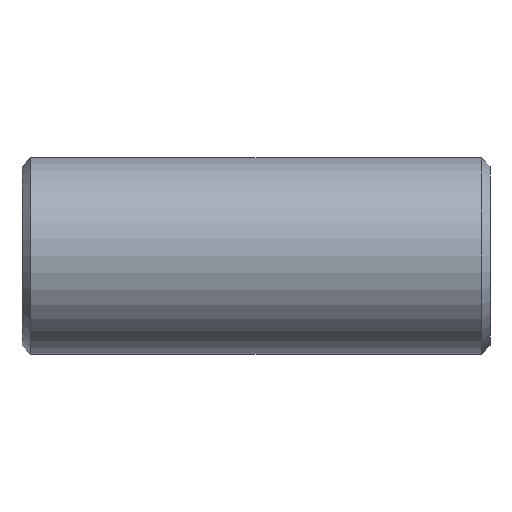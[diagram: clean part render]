
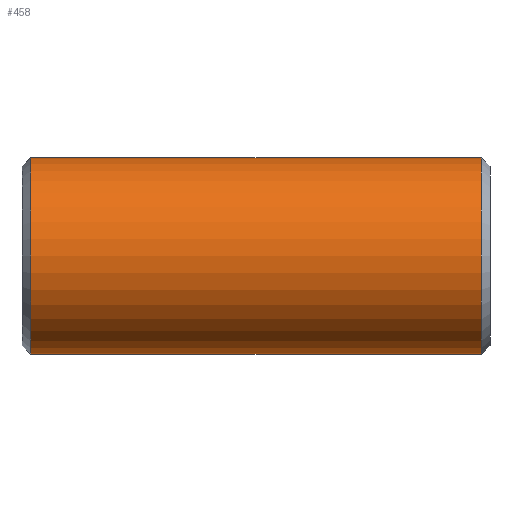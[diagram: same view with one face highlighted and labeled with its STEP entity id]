
A CAD part, front view. The second image highlights one B-rep face of the part: STEP entity #458.
In plain terms, the highlighted cylindrical face has radius 10.668 mm (diameter 21.336 mm), a partial arc.
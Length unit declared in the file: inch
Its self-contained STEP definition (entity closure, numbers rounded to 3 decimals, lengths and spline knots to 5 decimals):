
#33 = ORIENTED_EDGE ( 'NONE', *, *, #164, .F. ) ;
#35 = CARTESIAN_POINT ( 'NONE',  ( 1., 0., 0. ) ) ;
#40 = DIRECTION ( 'NONE',  ( -1., 0., 0. ) ) ;
#42 = FACE_OUTER_BOUND ( 'NONE', #101, .T. ) ;
#50 = LINE ( 'NONE', #236, #138 ) ;
#70 = EDGE_CURVE ( 'NONE', #228, #235, #156, .T. ) ;
#72 = DIRECTION ( 'NONE',  ( 0., 0., -1. ) ) ;
#74 = VERTEX_POINT ( 'NONE', #375 ) ;
#86 = CARTESIAN_POINT ( 'NONE',  ( 1., 0., 0.42 ) ) ;
#101 = EDGE_LOOP ( 'NONE', ( #33, #263, #542, #440, #495, #361 ) ) ;
#103 = CARTESIAN_POINT ( 'NONE',  ( -0.96367, 0., 0.42 ) ) ;
#106 = VECTOR ( 'NONE', #327, 39.37008 ) ;
#107 = EDGE_CURVE ( 'NONE', #235, #74, #439, .T. ) ;
#132 = VERTEX_POINT ( 'NONE', #389 ) ;
#135 = EDGE_CURVE ( 'NONE', #136, #132, #592, .T. ) ;
#136 = VERTEX_POINT ( 'NONE', #278 ) ;
#138 = VECTOR ( 'NONE', #386, 39.37008 ) ;
#156 = LINE ( 'NONE', #463, #106 ) ;
#163 = DIRECTION ( 'NONE',  ( 0., 0., 1. ) ) ;
#164 = EDGE_CURVE ( 'NONE', #136, #384, #50, .T. ) ;
#228 = VERTEX_POINT ( 'NONE', #293 ) ;
#235 = VERTEX_POINT ( 'NONE', #103 ) ;
#236 = CARTESIAN_POINT ( 'NONE',  ( 1., 0., -0.42 ) ) ;
#259 = AXIS2_PLACEMENT_3D ( 'NONE', #294, #387, #163 ) ;
#263 = ORIENTED_EDGE ( 'NONE', *, *, #135, .T. ) ;
#268 = LINE ( 'NONE', #356, #285 ) ;
#275 = DIRECTION ( 'NONE',  ( -1., 0., 0. ) ) ;
#278 = CARTESIAN_POINT ( 'NONE',  ( 0.96367, 0., -0.42 ) ) ;
#285 = VECTOR ( 'NONE', #275, 39.37008 ) ;
#293 = CARTESIAN_POINT ( 'NONE',  ( 0., 0., 0.42 ) ) ;
#294 = CARTESIAN_POINT ( 'NONE',  ( -0.96367, 0., 0. ) ) ;
#327 = DIRECTION ( 'NONE',  ( -1., 0., 0. ) ) ;
#331 = AXIS2_PLACEMENT_3D ( 'NONE', #433, #528, #72 ) ;
#356 = CARTESIAN_POINT ( 'NONE',  ( 1., 0., -0.42 ) ) ;
#360 = DIRECTION ( 'NONE',  ( 0., 0., 1. ) ) ;
#361 = ORIENTED_EDGE ( 'NONE', *, *, #549, .F. ) ;
#375 = CARTESIAN_POINT ( 'NONE',  ( -0.96367, 0., -0.42 ) ) ;
#384 = VERTEX_POINT ( 'NONE', #482 ) ;
#386 = DIRECTION ( 'NONE',  ( -1., 0., 0. ) ) ;
#387 = DIRECTION ( 'NONE',  ( 1., 0., 0. ) ) ;
#389 = CARTESIAN_POINT ( 'NONE',  ( 0.96367, 0., 0.42 ) ) ;
#433 = CARTESIAN_POINT ( 'NONE',  ( 0.96367, 0., 0. ) ) ;
#439 = CIRCLE ( 'NONE', #259, 0.42 ) ;
#440 = ORIENTED_EDGE ( 'NONE', *, *, #70, .T. ) ;
#450 = DIRECTION ( 'NONE',  ( -1., 0., 0. ) ) ;
#458 = ADVANCED_FACE ( 'NONE', ( #42 ), #584, .T. ) ;
#463 = CARTESIAN_POINT ( 'NONE',  ( 1., 0., 0.42 ) ) ;
#482 = CARTESIAN_POINT ( 'NONE',  ( 0., 0., -0.42 ) ) ;
#493 = LINE ( 'NONE', #86, #581 ) ;
#495 = ORIENTED_EDGE ( 'NONE', *, *, #107, .T. ) ;
#528 = DIRECTION ( 'NONE',  ( -1., 0., 0. ) ) ;
#542 = ORIENTED_EDGE ( 'NONE', *, *, #587, .T. ) ;
#549 = EDGE_CURVE ( 'NONE', #384, #74, #268, .T. ) ;
#581 = VECTOR ( 'NONE', #450, 39.37008 ) ;
#584 = CYLINDRICAL_SURFACE ( 'NONE', #590, 0.42 ) ;
#587 = EDGE_CURVE ( 'NONE', #132, #228, #493, .T. ) ;
#590 = AXIS2_PLACEMENT_3D ( 'NONE', #35, #40, #360 ) ;
#592 = CIRCLE ( 'NONE', #331, 0.42 ) ;
